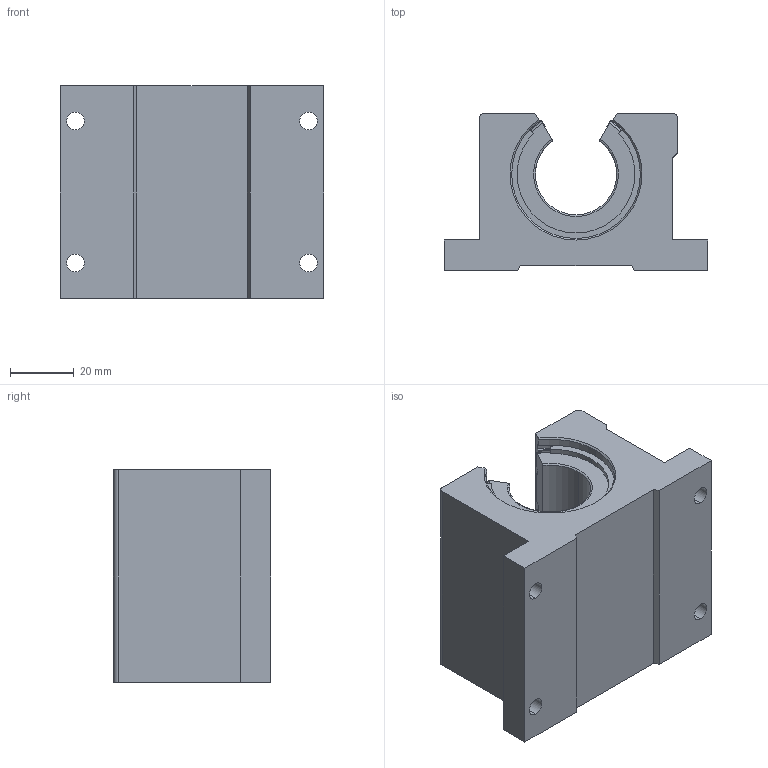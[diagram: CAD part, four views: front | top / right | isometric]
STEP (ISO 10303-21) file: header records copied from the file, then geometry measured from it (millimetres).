
FILE_DESCRIPTION (( 'STEP AP203' ), '1' );
FILE_NAME ('PN16C.step', '2023-06-07T12:35:26', ( '' ), ( '' ), 'SwSTEP 2.0', 'SolidWorks 2021', '' );
FILE_SCHEMA (( 'CONFIG_CONTROL_DESIGN' ));
Length unit declared in the file: inch
Products named in the file (1): PN16C
Bounding box: 82.55 x 49.23 x 66.67 mm (x, y, z)
Volume: 157021.4 mm3; surface area: 51534.6 mm2
Topology: 8 solids, 8 shells, 206 faces, 548 edges, 353 vertices
Faces by surface type: cylinder 94, plane 53, cone 45, torus 10, bspline 4
Entity records: 7061 total; most frequent: CARTESIAN_POINT 1780, DIRECTION 1120, ORIENTED_EDGE 1096, EDGE_CURVE 548, AXIS2_PLACEMENT_3D 439, VERTEX_POINT 353, VECTOR 242, LINE 242
